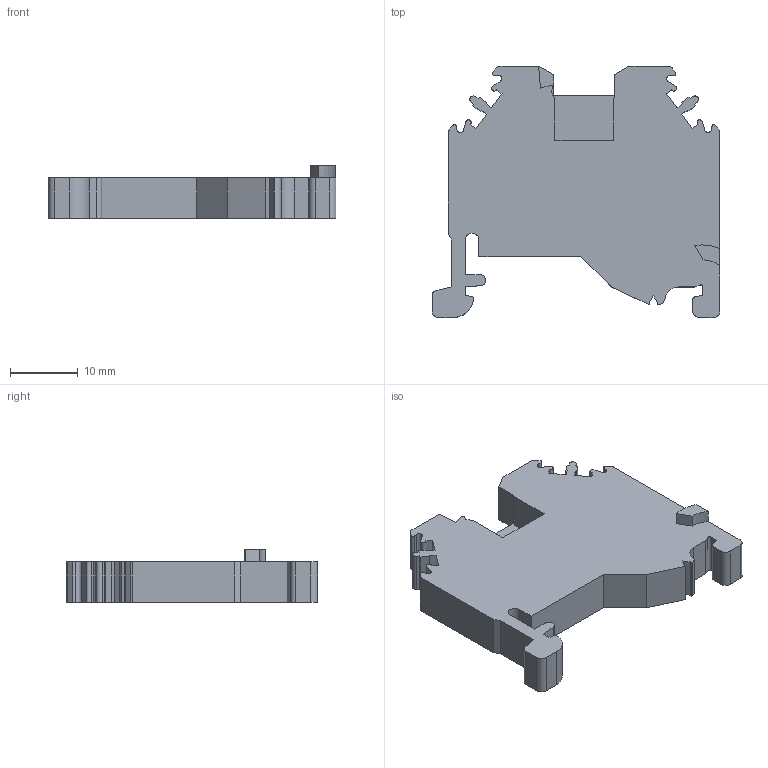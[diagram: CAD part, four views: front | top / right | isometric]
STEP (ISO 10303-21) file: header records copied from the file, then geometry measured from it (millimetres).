
FILE_DESCRIPTION((''),'2;1');
FILE_NAME('PRT0001','2021-12-23T',('ASUS'),(''),'PRO/ENGINEER BY PARAMETRIC TECHNOLOGY CORPORATION, 2013230','PRO/ENGINEER BY PARAMETRIC TECHNOLOGY CORPORATION, 2013230','');
FILE_SCHEMA(('CONFIG_CONTROL_DESIGN'));
Length unit declared in the file: millimetre
Products named in the file (1): PRT0001
Bounding box: 42.4 x 37 x 7.8 mm (x, y, z)
Volume: 6261.4 mm3; surface area: 3761.5 mm2
Topology: 1 solids, 1 shells, 154 faces, 441 edges, 290 vertices
Faces by surface type: plane 118, cylinder 36
Entity records: 5019 total; most frequent: CARTESIAN_POINT 885, ORIENTED_EDGE 882, DIRECTION 821, EDGE_CURVE 441, VECTOR 369, LINE 369, VERTEX_POINT 290, AXIS2_PLACEMENT_3D 226
